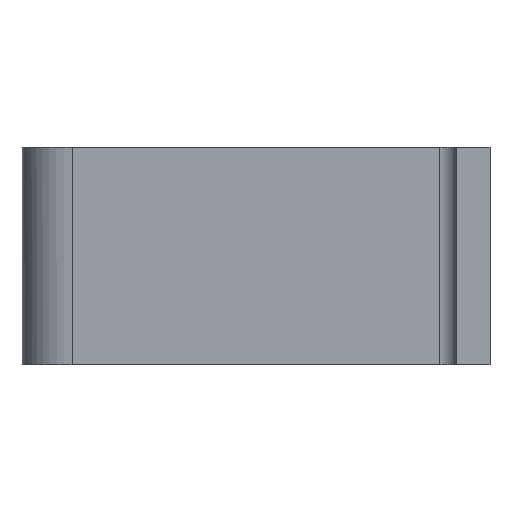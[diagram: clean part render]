
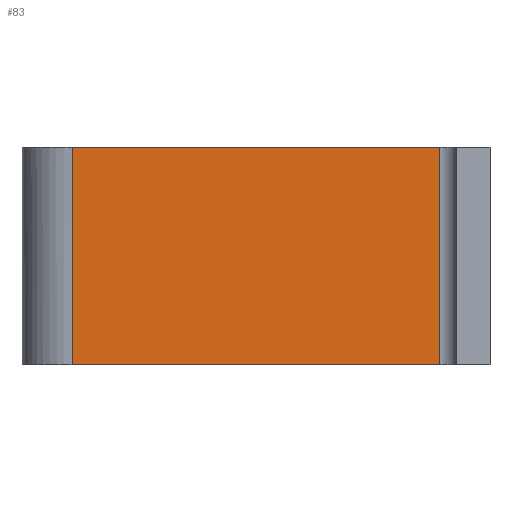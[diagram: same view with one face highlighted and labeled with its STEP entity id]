
A CAD part, left-side view. The second image highlights one B-rep face of the part: STEP entity #83.
In plain terms, the highlighted planar face has unit normal (-1, 0, 0).
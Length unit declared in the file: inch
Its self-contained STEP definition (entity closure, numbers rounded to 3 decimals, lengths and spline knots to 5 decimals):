
#83=ADVANCED_FACE('',(#165),#166,.T.);
#165=FACE_OUTER_BOUND('',#319,.T.);
#166=PLANE('',#320);
#319=EDGE_LOOP('',(#467,#468,#469,#470));
#320=AXIS2_PLACEMENT_3D('',#471,#472,#473);
#467=ORIENTED_EDGE('',*,*,#588,.T.);
#468=ORIENTED_EDGE('',*,*,#589,.F.);
#469=ORIENTED_EDGE('',*,*,#577,.T.);
#470=ORIENTED_EDGE('',*,*,#585,.T.);
#471=CARTESIAN_POINT('',(0.81173,0.87417,0.0));
#472=DIRECTION('',(-1.0,0.0,0.0));
#473=DIRECTION('',(0.0,-1.0,0.0));
#577=EDGE_CURVE('',#695,#693,#696,.T.);
#585=EDGE_CURVE('',#693,#704,#706,.T.);
#588=EDGE_CURVE('',#704,#709,#710,.T.);
#589=EDGE_CURVE('',#695,#709,#711,.T.);
#693=VERTEX_POINT('',#900);
#695=VERTEX_POINT('',#905);
#696=LINE('',#906,#907);
#704=VERTEX_POINT('',#923);
#706=LINE('',#928,#929);
#709=VERTEX_POINT('',#932);
#710=LINE('',#933,#934);
#711=LINE('',#935,#936);
#900=CARTESIAN_POINT('',(0.81173,0.18732,0.0));
#905=CARTESIAN_POINT('',(0.81173,1.56101,0.0));
#906=CARTESIAN_POINT('',(0.81173,1.56101,0.0));
#907=VECTOR('',#979,1.0);
#923=CARTESIAN_POINT('',(0.81173,0.18732,0.8125));
#928=CARTESIAN_POINT('',(0.81173,0.18732,0.0));
#929=VECTOR('',#982,1.0);
#932=CARTESIAN_POINT('',(0.81173,1.56101,0.8125));
#933=CARTESIAN_POINT('',(0.81173,1.56101,0.8125));
#934=VECTOR('',#983,1.0);
#935=CARTESIAN_POINT('',(0.81173,1.56101,0.0));
#936=VECTOR('',#984,1.0);
#979=DIRECTION('',(0.0,-1.0,0.0));
#982=DIRECTION('',(0.0,0.0,1.0));
#983=DIRECTION('',(0.0,1.0,0.0));
#984=DIRECTION('',(0.0,0.0,1.0));
